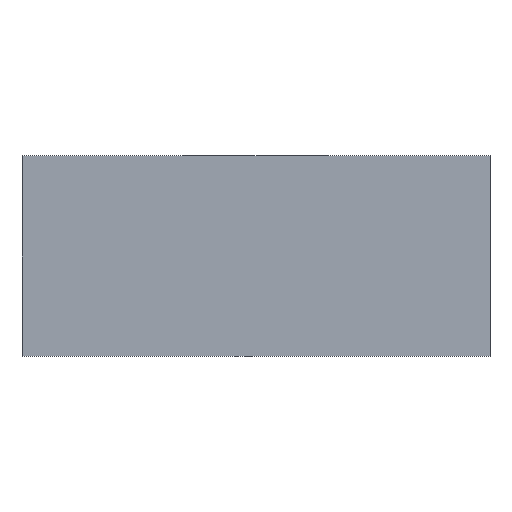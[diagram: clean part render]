
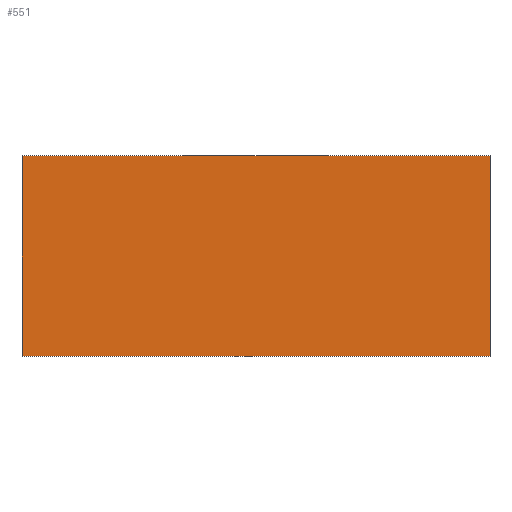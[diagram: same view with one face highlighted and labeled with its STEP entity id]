
A CAD part, front view. The second image highlights one B-rep face of the part: STEP entity #551.
In plain terms, the highlighted planar face has unit normal (0, -1, 0).
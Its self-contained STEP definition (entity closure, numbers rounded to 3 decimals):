
#47=FACE_OUTER_BOUND('',#79,.T.);
#79=EDGE_LOOP('',(#387,#388,#389,#390));
#119=LINE('',#841,#191);
#120=LINE('',#844,#192);
#121=LINE('',#846,#193);
#122=LINE('',#847,#194);
#191=VECTOR('',#684,10.);
#192=VECTOR('',#687,10.);
#193=VECTOR('',#688,10.);
#194=VECTOR('',#689,10.);
#259=VERTEX_POINT('',#837);
#260=VERTEX_POINT('',#839);
#261=VERTEX_POINT('',#843);
#262=VERTEX_POINT('',#845);
#311=EDGE_CURVE('',#259,#260,#119,.T.);
#312=EDGE_CURVE('',#261,#259,#120,.T.);
#313=EDGE_CURVE('',#262,#260,#121,.T.);
#314=EDGE_CURVE('',#261,#262,#122,.T.);
#387=ORIENTED_EDGE('',*,*,#312,.T.);
#388=ORIENTED_EDGE('',*,*,#311,.T.);
#389=ORIENTED_EDGE('',*,*,#313,.F.);
#390=ORIENTED_EDGE('',*,*,#314,.F.);
#519=PLANE('',#624);
#551=ADVANCED_FACE('',(#47),#519,.T.);
#624=AXIS2_PLACEMENT_3D('',#842,#685,#686);
#684=DIRECTION('',(-1.,0.,0.));
#685=DIRECTION('center_axis',(0.,-1.,0.));
#686=DIRECTION('ref_axis',(0.,0.,1.));
#687=DIRECTION('',(0.,0.,1.));
#688=DIRECTION('',(0.,0.,1.));
#689=DIRECTION('',(-1.,0.,0.));
#837=CARTESIAN_POINT('',(2.05,-0.05,0.85));
#839=CARTESIAN_POINT('',(-0.05,-0.05,0.85));
#841=CARTESIAN_POINT('',(2.05,-0.05,0.85));
#842=CARTESIAN_POINT('Origin',(2.05,-0.05,-0.05));
#843=CARTESIAN_POINT('',(2.05,-0.05,-0.05));
#844=CARTESIAN_POINT('',(2.05,-0.05,-0.05));
#845=CARTESIAN_POINT('',(-0.05,-0.05,-0.05));
#846=CARTESIAN_POINT('',(-0.05,-0.05,-0.05));
#847=CARTESIAN_POINT('',(2.05,-0.05,-0.05));
